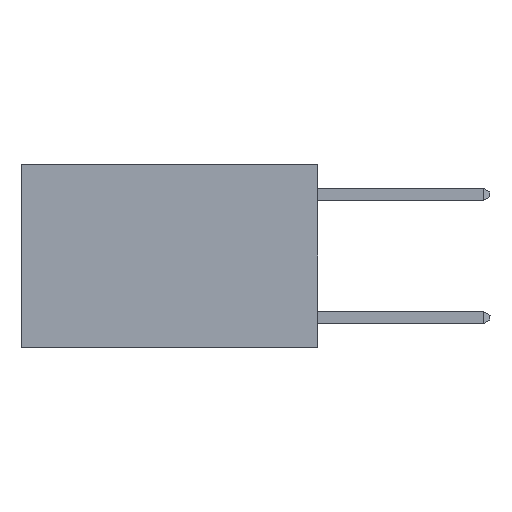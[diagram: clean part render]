
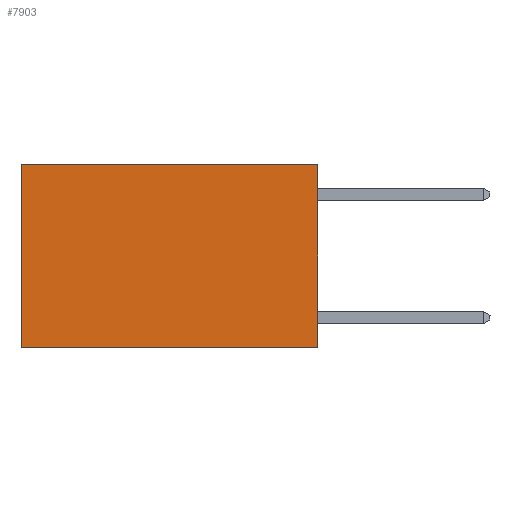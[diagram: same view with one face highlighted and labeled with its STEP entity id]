
A CAD part, left-side view. The second image highlights one B-rep face of the part: STEP entity #7903.
In plain terms, the highlighted planar face has unit normal (-1, 0, 0).
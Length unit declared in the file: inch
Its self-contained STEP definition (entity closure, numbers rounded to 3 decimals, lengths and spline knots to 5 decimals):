
#6 = EDGE_CURVE ( 'NONE', #1826, #4185, #12752, .T. ) ;
#218 = DIRECTION ( 'NONE',  ( 0., 0., -1. ) ) ;
#348 = DIRECTION ( 'NONE',  ( 0., 0., -1. ) ) ;
#577 = ORIENTED_EDGE ( 'NONE', *, *, #4248, .T. ) ;
#673 = FACE_OUTER_BOUND ( 'NONE', #4272, .T. ) ;
#1405 = DIRECTION ( 'NONE',  ( 1., 0., 0. ) ) ;
#1826 = VERTEX_POINT ( 'NONE', #11072 ) ;
#3037 = ORIENTED_EDGE ( 'NONE', *, *, #4451, .F. ) ;
#3038 = CARTESIAN_POINT ( 'NONE',  ( 0.2625, 0.6, -0.37 ) ) ;
#3279 = DIRECTION ( 'NONE',  ( 0., 0., -1. ) ) ;
#3590 = DIRECTION ( 'NONE',  ( 0., 1., 0. ) ) ;
#3789 = AXIS2_PLACEMENT_3D ( 'NONE', #12850, #1405, #348 ) ;
#4011 = VERTEX_POINT ( 'NONE', #4212 ) ;
#4185 = VERTEX_POINT ( 'NONE', #9633 ) ;
#4212 = CARTESIAN_POINT ( 'NONE',  ( 0.2625, 0., -0.37 ) ) ;
#4248 = EDGE_CURVE ( 'NONE', #4185, #13225, #6405, .T. ) ;
#4272 = EDGE_LOOP ( 'NONE', ( #577, #3037, #10473, #7638 ) ) ;
#4451 = EDGE_CURVE ( 'NONE', #4011, #13225, #13321, .T. ) ;
#4971 = VECTOR ( 'NONE', #3590, 39.37008 ) ;
#5349 = CARTESIAN_POINT ( 'NONE',  ( 0.2625, 0.6, 0. ) ) ;
#5502 = CARTESIAN_POINT ( 'NONE',  ( 0.2625, 0., -0.37 ) ) ;
#5618 = CARTESIAN_POINT ( 'NONE',  ( 0.2625, 0., 0. ) ) ;
#6240 = VECTOR ( 'NONE', #12716, 39.37008 ) ;
#6405 = LINE ( 'NONE', #5349, #12655 ) ;
#6590 = CARTESIAN_POINT ( 'NONE',  ( 0.2625, 0., 0. ) ) ;
#7638 = ORIENTED_EDGE ( 'NONE', *, *, #6, .T. ) ;
#7903 = ADVANCED_FACE ( 'NONE', ( #673 ), #10714, .F. ) ;
#9572 = VECTOR ( 'NONE', #218, 39.37008 ) ;
#9633 = CARTESIAN_POINT ( 'NONE',  ( 0.2625, 0.6, 0. ) ) ;
#10047 = LINE ( 'NONE', #6590, #9572 ) ;
#10247 = EDGE_CURVE ( 'NONE', #1826, #4011, #10047, .T. ) ;
#10473 = ORIENTED_EDGE ( 'NONE', *, *, #10247, .F. ) ;
#10714 = PLANE ( 'NONE',  #3789 ) ;
#11072 = CARTESIAN_POINT ( 'NONE',  ( 0.2625, 0., 0. ) ) ;
#12655 = VECTOR ( 'NONE', #3279, 39.37008 ) ;
#12716 = DIRECTION ( 'NONE',  ( 0., 1., 0. ) ) ;
#12752 = LINE ( 'NONE', #5618, #4971 ) ;
#12850 = CARTESIAN_POINT ( 'NONE',  ( 0.2625, 0., 0. ) ) ;
#13225 = VERTEX_POINT ( 'NONE', #3038 ) ;
#13321 = LINE ( 'NONE', #5502, #6240 ) ;
